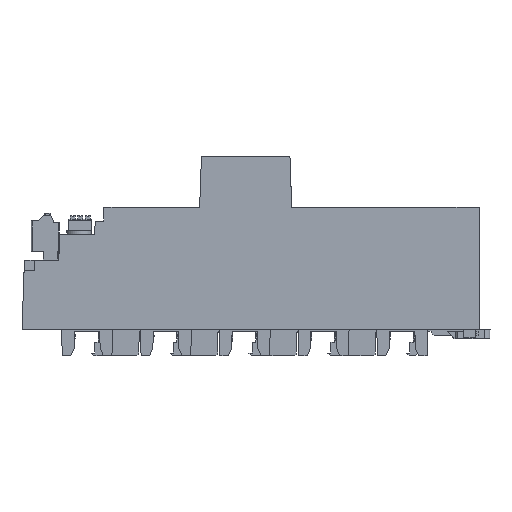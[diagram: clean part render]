
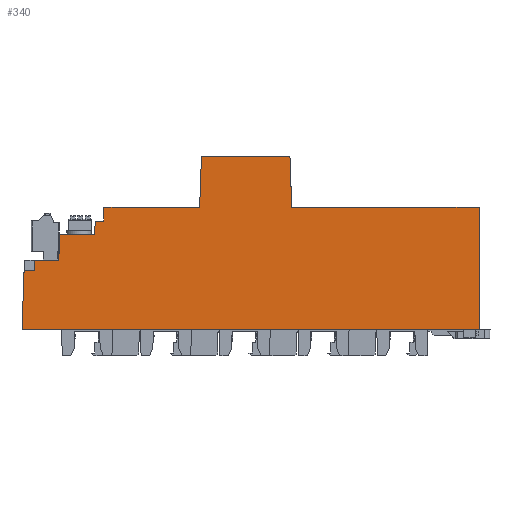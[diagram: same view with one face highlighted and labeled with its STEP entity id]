
A CAD part, left-side view. The second image highlights one B-rep face of the part: STEP entity #340.
In plain terms, the highlighted planar face has unit normal (-1, 0, 0).
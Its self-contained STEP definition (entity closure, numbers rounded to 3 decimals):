
#224=AXIS2_PLACEMENT_3D('Plane Axis2P3D',#221,#222,#223) ;
#49=CARTESIAN_POINT('Vertex',(0.,146.481,101.515)) ;
#52=CARTESIAN_POINT('Line Origine',(0.,124.017,101.515)) ;
#56=CARTESIAN_POINT('Vertex',(0.,101.553,101.515)) ;
#200=CARTESIAN_POINT('Line Origine',(0.,101.099,88.534)) ;
#204=CARTESIAN_POINT('Vertex',(0.,100.646,75.552)) ;
#221=CARTESIAN_POINT('Axis2P3D Location',(0.,-24.302,-92.55)) ;
#226=CARTESIAN_POINT('Line Origine',(0.,5.565,44.5)) ;
#230=CARTESIAN_POINT('Vertex',(0.,5.565,13.448)) ;
#232=CARTESIAN_POINT('Vertex',(0.,5.565,75.552)) ;
#235=CARTESIAN_POINT('Line Origine',(0.,53.106,75.552)) ;
#240=CARTESIAN_POINT('Line Origine',(0.,146.935,88.534)) ;
#244=CARTESIAN_POINT('Vertex',(0.,147.388,75.552)) ;
#247=CARTESIAN_POINT('Line Origine',(0.,171.678,75.552)) ;
#251=CARTESIAN_POINT('Vertex',(0.,195.967,75.552)) ;
#254=CARTESIAN_POINT('Line Origine',(0.,196.091,72.002)) ;
#258=CARTESIAN_POINT('Vertex',(0.,196.215,68.452)) ;
#261=CARTESIAN_POINT('Line Origine',(0.,198.315,68.452)) ;
#265=CARTESIAN_POINT('Vertex',(0.,200.416,68.452)) ;
#268=CARTESIAN_POINT('Line Origine',(0.,200.53,65.176)) ;
#272=CARTESIAN_POINT('Vertex',(0.,200.644,61.9)) ;
#275=CARTESIAN_POINT('Line Origine',(0.,209.543,61.9)) ;
#279=CARTESIAN_POINT('Vertex',(0.,218.441,61.9)) ;
#282=CARTESIAN_POINT('Line Origine',(0.,218.672,55.289)) ;
#286=CARTESIAN_POINT('Vertex',(0.,218.903,48.679)) ;
#289=CARTESIAN_POINT('Line Origine',(0.,225.098,48.679)) ;
#293=CARTESIAN_POINT('Vertex',(0.,231.293,48.679)) ;
#296=CARTESIAN_POINT('Line Origine',(0.,231.293,46.127)) ;
#300=CARTESIAN_POINT('Vertex',(0.,231.293,43.576)) ;
#303=CARTESIAN_POINT('Line Origine',(0.,233.902,43.576)) ;
#307=CARTESIAN_POINT('Vertex',(0.,236.512,43.576)) ;
#310=CARTESIAN_POINT('Line Origine',(0.,237.038,28.512)) ;
#314=CARTESIAN_POINT('Vertex',(0.,237.564,13.448)) ;
#317=CARTESIAN_POINT('Line Origine',(0.,121.564,13.448)) ;
#53=DIRECTION('Vector Direction',(0.,-1.,0.)) ;
#201=DIRECTION('Vector Direction',(0.,-0.035,-0.999)) ;
#222=DIRECTION('Axis2P3D Direction',(-1.,0.,0.)) ;
#223=DIRECTION('Axis2P3D XDirection',(0.,-1.,0.)) ;
#227=DIRECTION('Vector Direction',(0.,0.,1.)) ;
#236=DIRECTION('Vector Direction',(0.,1.,0.)) ;
#241=DIRECTION('Vector Direction',(0.,-0.035,0.999)) ;
#248=DIRECTION('Vector Direction',(0.,1.,0.)) ;
#255=DIRECTION('Vector Direction',(0.,0.035,-0.999)) ;
#262=DIRECTION('Vector Direction',(0.,1.,0.)) ;
#269=DIRECTION('Vector Direction',(0.,0.035,-0.999)) ;
#276=DIRECTION('Vector Direction',(0.,-1.,0.)) ;
#283=DIRECTION('Vector Direction',(0.,0.035,-0.999)) ;
#290=DIRECTION('Vector Direction',(0.,-1.,0.)) ;
#297=DIRECTION('Vector Direction',(0.,0.,-1.)) ;
#304=DIRECTION('Vector Direction',(0.,1.,0.)) ;
#311=DIRECTION('Vector Direction',(0.,-0.035,0.999)) ;
#318=DIRECTION('Vector Direction',(0.,1.,0.)) ;
#54=VECTOR('Line Direction',#53,1.) ;
#202=VECTOR('Line Direction',#201,1.) ;
#228=VECTOR('Line Direction',#227,1.) ;
#237=VECTOR('Line Direction',#236,1.) ;
#242=VECTOR('Line Direction',#241,1.) ;
#249=VECTOR('Line Direction',#248,1.) ;
#256=VECTOR('Line Direction',#255,1.) ;
#263=VECTOR('Line Direction',#262,1.) ;
#270=VECTOR('Line Direction',#269,1.) ;
#277=VECTOR('Line Direction',#276,1.) ;
#284=VECTOR('Line Direction',#283,1.) ;
#291=VECTOR('Line Direction',#290,1.) ;
#298=VECTOR('Line Direction',#297,1.) ;
#305=VECTOR('Line Direction',#304,1.) ;
#312=VECTOR('Line Direction',#311,1.) ;
#319=VECTOR('Line Direction',#318,1.) ;
#323=ORIENTED_EDGE('',*,*,#234,.T.) ;
#324=ORIENTED_EDGE('',*,*,#239,.T.) ;
#325=ORIENTED_EDGE('',*,*,#206,.T.) ;
#326=ORIENTED_EDGE('',*,*,#58,.T.) ;
#327=ORIENTED_EDGE('',*,*,#246,.T.) ;
#328=ORIENTED_EDGE('',*,*,#253,.T.) ;
#329=ORIENTED_EDGE('',*,*,#260,.T.) ;
#330=ORIENTED_EDGE('',*,*,#267,.T.) ;
#331=ORIENTED_EDGE('',*,*,#274,.T.) ;
#332=ORIENTED_EDGE('',*,*,#281,.T.) ;
#333=ORIENTED_EDGE('',*,*,#288,.T.) ;
#334=ORIENTED_EDGE('',*,*,#295,.T.) ;
#335=ORIENTED_EDGE('',*,*,#302,.T.) ;
#336=ORIENTED_EDGE('',*,*,#309,.T.) ;
#337=ORIENTED_EDGE('',*,*,#316,.T.) ;
#338=ORIENTED_EDGE('',*,*,#321,.T.) ;
#340=ADVANCED_FACE('\X2\00DC\X0\berspannungschutz',(#339),#225,.T.) ;
#58=EDGE_CURVE('',#57,#50,#55,.F.) ;
#206=EDGE_CURVE('',#205,#57,#203,.F.) ;
#234=EDGE_CURVE('',#231,#233,#229,.T.) ;
#239=EDGE_CURVE('',#233,#205,#238,.T.) ;
#246=EDGE_CURVE('',#50,#245,#243,.F.) ;
#253=EDGE_CURVE('',#245,#252,#250,.T.) ;
#260=EDGE_CURVE('',#252,#259,#257,.T.) ;
#267=EDGE_CURVE('',#259,#266,#264,.T.) ;
#274=EDGE_CURVE('',#266,#273,#271,.T.) ;
#281=EDGE_CURVE('',#273,#280,#278,.F.) ;
#288=EDGE_CURVE('',#280,#287,#285,.T.) ;
#295=EDGE_CURVE('',#287,#294,#292,.F.) ;
#302=EDGE_CURVE('',#294,#301,#299,.T.) ;
#309=EDGE_CURVE('',#301,#308,#306,.T.) ;
#316=EDGE_CURVE('',#308,#315,#313,.F.) ;
#321=EDGE_CURVE('',#315,#231,#320,.F.) ;
#322=EDGE_LOOP('',(#323,#324,#325,#326,#327,#328,#329,#330,#331,#332,#333,#334,#335,#336,#337,#338)) ;
#339=FACE_OUTER_BOUND('',#322,.T.) ;
#55=LINE('Line',#52,#54) ;
#203=LINE('Line',#200,#202) ;
#229=LINE('Line',#226,#228) ;
#238=LINE('Line',#235,#237) ;
#243=LINE('Line',#240,#242) ;
#250=LINE('Line',#247,#249) ;
#257=LINE('Line',#254,#256) ;
#264=LINE('Line',#261,#263) ;
#271=LINE('Line',#268,#270) ;
#278=LINE('Line',#275,#277) ;
#285=LINE('Line',#282,#284) ;
#292=LINE('Line',#289,#291) ;
#299=LINE('Line',#296,#298) ;
#306=LINE('Line',#303,#305) ;
#313=LINE('Line',#310,#312) ;
#320=LINE('Line',#317,#319) ;
#225=PLANE('',#224) ;
#50=VERTEX_POINT('',#49) ;
#57=VERTEX_POINT('',#56) ;
#205=VERTEX_POINT('',#204) ;
#231=VERTEX_POINT('',#230) ;
#233=VERTEX_POINT('',#232) ;
#245=VERTEX_POINT('',#244) ;
#252=VERTEX_POINT('',#251) ;
#259=VERTEX_POINT('',#258) ;
#266=VERTEX_POINT('',#265) ;
#273=VERTEX_POINT('',#272) ;
#280=VERTEX_POINT('',#279) ;
#287=VERTEX_POINT('',#286) ;
#294=VERTEX_POINT('',#293) ;
#301=VERTEX_POINT('',#300) ;
#308=VERTEX_POINT('',#307) ;
#315=VERTEX_POINT('',#314) ;
